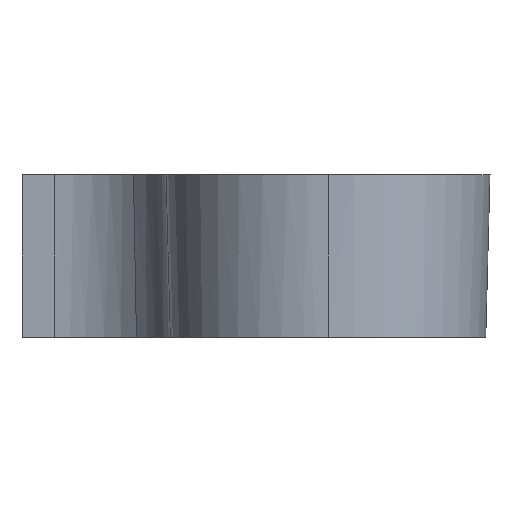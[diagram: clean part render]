
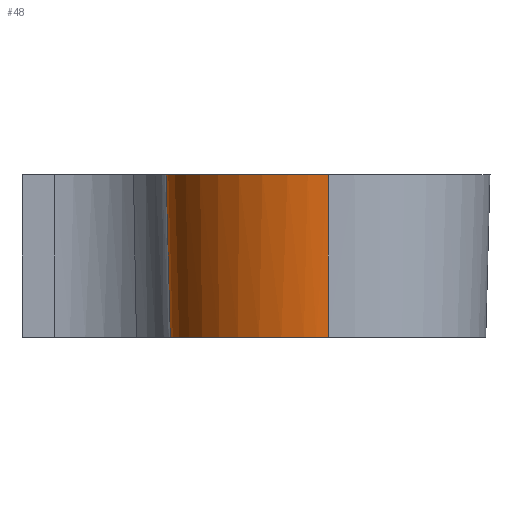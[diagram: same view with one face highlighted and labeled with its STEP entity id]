
A CAD part, front view. The second image highlights one B-rep face of the part: STEP entity #48.
In plain terms, the highlighted free-form (B-spline) face has degree [2, 1] with [3, 2] control points.
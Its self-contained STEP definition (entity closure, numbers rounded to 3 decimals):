
#48=ADVANCED_FACE($,(#89),#524,.T.);
#89=FACE_OUTER_BOUND($,#131,.T.);
#131=EDGE_LOOP($,(#272,#273,#274,#275));
#272=ORIENTED_EDGE($,*,*,#407,.F.);
#273=ORIENTED_EDGE($,*,*,#419,.T.);
#274=ORIENTED_EDGE($,*,*,#417,.T.);
#275=ORIENTED_EDGE($,*,*,#418,.T.);
#407=EDGE_CURVE($,#488,#489,#623,.T.);
#417=EDGE_CURVE($,#497,#498,#584,.T.);
#418=EDGE_CURVE($,#498,#489,#585,.T.);
#419=EDGE_CURVE($,#488,#497,#586,.T.);
#488=VERTEX_POINT($,#1397);
#489=VERTEX_POINT($,#1398);
#497=VERTEX_POINT($,#1406);
#498=VERTEX_POINT($,#1407);
#524=(
BOUNDED_SURFACE()
B_SPLINE_SURFACE(2,1,((#1325,#1326),(#1327,#1328),(#1329,#1330)),.UNSPECIFIED.,
.F.,.F.,.F.)
B_SPLINE_SURFACE_WITH_KNOTS((3,3),(2,2),(104.895,157.342),
(3.501,38.513),.UNSPECIFIED.)
GEOMETRIC_REPRESENTATION_ITEM()
RATIONAL_B_SPLINE_SURFACE(((1.,1.),(0.707,0.707),
(1.,1.)))
REPRESENTATION_ITEM($)
SURFACE()
);
#584=(
BOUNDED_CURVE()
B_SPLINE_CURVE(2,(#1201,#1202,#1203),.UNSPECIFIED.,.F.,.F.)
B_SPLINE_CURVE_WITH_KNOTS((3,3),(0.,53.407),.UNSPECIFIED.)
CURVE()
GEOMETRIC_REPRESENTATION_ITEM()
RATIONAL_B_SPLINE_CURVE((1.,0.707,1.))
REPRESENTATION_ITEM($)
);
#585=(
BOUNDED_CURVE()
B_SPLINE_CURVE(1,(#1204,#1205),.UNSPECIFIED.,.F.,.F.)
B_SPLINE_CURVE_WITH_KNOTS((2,2),(3.501,38.513),.UNSPECIFIED.)
CURVE()
GEOMETRIC_REPRESENTATION_ITEM()
RATIONAL_B_SPLINE_CURVE((1.,1.))
REPRESENTATION_ITEM($)
);
#586=(
BOUNDED_CURVE()
B_SPLINE_CURVE(1,(#1206,#1207),.UNSPECIFIED.,.F.,.F.)
B_SPLINE_CURVE_WITH_KNOTS((2,2),(-38.513,-3.501),.UNSPECIFIED.)
CURVE()
GEOMETRIC_REPRESENTATION_ITEM()
RATIONAL_B_SPLINE_CURVE((1.,1.))
REPRESENTATION_ITEM($)
);
#623=B_SPLINE_CURVE_WITH_KNOTS($,3,(#1119,#1120,#1121,#1122,#1123,#1124,
#1125,#1126,#1127,#1128,#1129,#1130,#1131,#1132,#1133,#1134,#1135,#1136),
.UNSPECIFIED.,.F.,.F.,(4,2,2,2,2,2,2,2,4),(0.,6.848,13.694,
20.541,27.383,34.226,41.072,47.919,
54.767),.UNSPECIFIED.);
#1119=CARTESIAN_POINT($,(31.083,-71.,17.5));
#1120=CARTESIAN_POINT($,(31.083,-73.288,17.5));
#1121=CARTESIAN_POINT($,(31.308,-75.57,17.5));
#1122=CARTESIAN_POINT($,(32.201,-80.058,17.5));
#1123=CARTESIAN_POINT($,(32.867,-82.251,17.5));
#1124=CARTESIAN_POINT($,(34.618,-86.478,17.5));
#1125=CARTESIAN_POINT($,(35.699,-88.5,17.5));
#1126=CARTESIAN_POINT($,(38.24,-92.302,17.5));
#1127=CARTESIAN_POINT($,(39.694,-94.073,17.5));
#1128=CARTESIAN_POINT($,(42.927,-97.306,17.5));
#1129=CARTESIAN_POINT($,(44.698,-98.76,17.5));
#1130=CARTESIAN_POINT($,(48.5,-101.301,17.5));
#1131=CARTESIAN_POINT($,(50.522,-102.382,17.5));
#1132=CARTESIAN_POINT($,(54.749,-104.133,17.5));
#1133=CARTESIAN_POINT($,(56.942,-104.799,17.5));
#1134=CARTESIAN_POINT($,(61.43,-105.692,17.5));
#1135=CARTESIAN_POINT($,(63.712,-105.917,17.5));
#1136=CARTESIAN_POINT($,(66.,-105.917,17.5));
#1201=CARTESIAN_POINT($,(32.,-71.,-17.5));
#1202=CARTESIAN_POINT($,(32.,-105.,-17.5));
#1203=CARTESIAN_POINT($,(66.,-105.,-17.5));
#1204=CARTESIAN_POINT($,(66.,-105.,-17.5));
#1205=CARTESIAN_POINT($,(66.,-105.917,17.5));
#1206=CARTESIAN_POINT($,(31.083,-71.,17.5));
#1207=CARTESIAN_POINT($,(32.,-71.,-17.5));
#1325=CARTESIAN_POINT($,(32.,-71.,-17.5));
#1326=CARTESIAN_POINT($,(31.083,-71.,17.5));
#1327=CARTESIAN_POINT($,(32.,-105.,-17.5));
#1328=CARTESIAN_POINT($,(31.083,-105.917,17.5));
#1329=CARTESIAN_POINT($,(66.,-105.,-17.5));
#1330=CARTESIAN_POINT($,(66.,-105.917,17.5));
#1397=CARTESIAN_POINT($,(31.083,-71.,17.5));
#1398=CARTESIAN_POINT($,(66.,-105.917,17.5));
#1406=CARTESIAN_POINT($,(32.,-71.,-17.5));
#1407=CARTESIAN_POINT($,(66.,-105.,-17.5));
